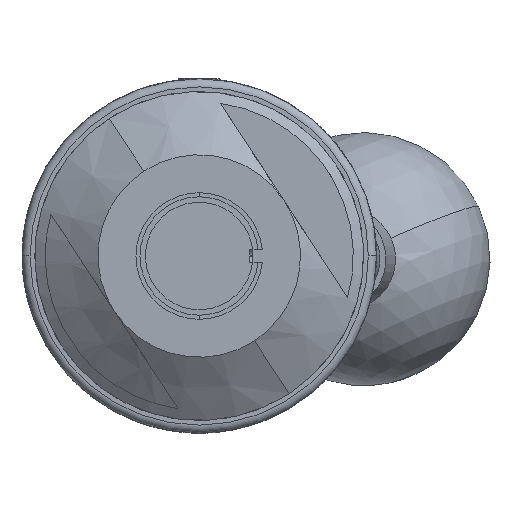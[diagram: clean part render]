
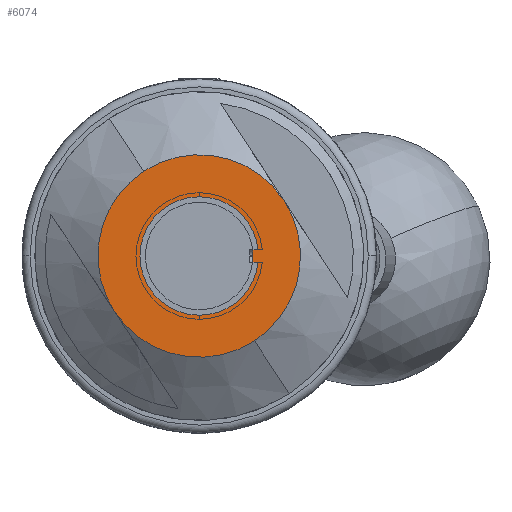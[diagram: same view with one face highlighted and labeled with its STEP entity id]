
A CAD part, left-side view. The second image highlights one B-rep face of the part: STEP entity #6074.
In plain terms, the highlighted planar face has unit normal (-1, 0, 0).
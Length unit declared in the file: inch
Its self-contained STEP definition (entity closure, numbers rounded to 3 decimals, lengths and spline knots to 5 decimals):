
#18 = VERTEX_POINT ( 'NONE', #2880 ) ;
#24 = EDGE_LOOP ( 'NONE', ( #13303, #10789 ) ) ;
#243 = CARTESIAN_POINT ( 'NONE',  ( -4.742, 0.14527, 0.22235 ) ) ;
#299 = CIRCLE ( 'NONE', #3875, 0.5 ) ;
#840 = DIRECTION ( 'NONE',  ( 0., 0.547, 0.837 ) ) ;
#1233 = DIRECTION ( 'NONE',  ( 0., 0.547, 0.837 ) ) ;
#1650 = CARTESIAN_POINT ( 'NONE',  ( -4.742, 0., 0. ) ) ;
#2167 = PLANE ( 'NONE',  #4554 ) ;
#2247 = CARTESIAN_POINT ( 'NONE',  ( -4.742, 0., 0. ) ) ;
#2613 = DIRECTION ( 'NONE',  ( -1., 0., 0. ) ) ;
#2880 = CARTESIAN_POINT ( 'NONE',  ( -4.742, 0.27347, 0.41858 ) ) ;
#2912 = CARTESIAN_POINT ( 'NONE',  ( -4.742, -0.41858, 0.27347 ) ) ;
#3063 = EDGE_CURVE ( 'NONE', #3122, #4274, #6650, .T. ) ;
#3122 = VERTEX_POINT ( 'NONE', #243 ) ;
#3132 = EDGE_LOOP ( 'NONE', ( #10952, #5408, #11294, #12322 ) ) ;
#3229 = EDGE_CURVE ( 'NONE', #4274, #3122, #8235, .T. ) ;
#3875 = AXIS2_PLACEMENT_3D ( 'NONE', #2247, #10422, #840 ) ;
#3949 = CARTESIAN_POINT ( 'NONE',  ( -4.742, 0., 0. ) ) ;
#4141 = CARTESIAN_POINT ( 'NONE',  ( -4.742, 0., 0. ) ) ;
#4240 = CARTESIAN_POINT ( 'NONE',  ( -4.742, -0.14527, -0.22235 ) ) ;
#4274 = VERTEX_POINT ( 'NONE', #4240 ) ;
#4295 = CIRCLE ( 'NONE', #6286, 0.5 ) ;
#4365 = CARTESIAN_POINT ( 'NONE',  ( -4.742, -0.41858, 0.27347 ) ) ;
#4554 = AXIS2_PLACEMENT_3D ( 'NONE', #4365, #11588, #11794 ) ;
#5066 = DIRECTION ( 'NONE',  ( 0., 0.547, 0.837 ) ) ;
#5122 = FACE_OUTER_BOUND ( 'NONE', #3132, .T. ) ;
#5408 = ORIENTED_EDGE ( 'NONE', *, *, #12105, .T. ) ;
#5577 = CIRCLE ( 'NONE', #12942, 0.5 ) ;
#5915 = DIRECTION ( 'NONE',  ( 0., 0.547, 0.837 ) ) ;
#6074 = ADVANCED_FACE ( 'NONE', ( #10709, #5122 ), #2167, .T. ) ;
#6083 = EDGE_CURVE ( 'NONE', #12636, #18, #299, .T. ) ;
#6126 = CARTESIAN_POINT ( 'NONE',  ( -4.742, 0., 0. ) ) ;
#6185 = DIRECTION ( 'NONE',  ( -1., 0., 0. ) ) ;
#6204 = AXIS2_PLACEMENT_3D ( 'NONE', #6126, #6185, #5066 ) ;
#6286 = AXIS2_PLACEMENT_3D ( 'NONE', #1650, #7955, #5915 ) ;
#6650 = CIRCLE ( 'NONE', #6204, 0.2656 ) ;
#6665 = AXIS2_PLACEMENT_3D ( 'NONE', #9130, #2613, #8937 ) ;
#6889 = AXIS2_PLACEMENT_3D ( 'NONE', #3949, #12383, #12238 ) ;
#7022 = VERTEX_POINT ( 'NONE', #8943 ) ;
#7692 = EDGE_CURVE ( 'NONE', #7022, #8206, #5577, .T. ) ;
#7955 = DIRECTION ( 'NONE',  ( -1., 0., 0. ) ) ;
#8206 = VERTEX_POINT ( 'NONE', #9040 ) ;
#8235 = CIRCLE ( 'NONE', #6665, 0.2656 ) ;
#8937 = DIRECTION ( 'NONE',  ( 0., 0.547, 0.837 ) ) ;
#8943 = CARTESIAN_POINT ( 'NONE',  ( -4.742, 0.41858, -0.27347 ) ) ;
#9040 = CARTESIAN_POINT ( 'NONE',  ( -4.742, -0.27347, -0.41858 ) ) ;
#9130 = CARTESIAN_POINT ( 'NONE',  ( -4.742, 0., 0. ) ) ;
#10422 = DIRECTION ( 'NONE',  ( -1., 0., 0. ) ) ;
#10709 = FACE_BOUND ( 'NONE', #24, .T. ) ;
#10789 = ORIENTED_EDGE ( 'NONE', *, *, #3229, .F. ) ;
#10857 = DIRECTION ( 'NONE',  ( -1., 0., 0. ) ) ;
#10952 = ORIENTED_EDGE ( 'NONE', *, *, #6083, .T. ) ;
#11294 = ORIENTED_EDGE ( 'NONE', *, *, #7692, .T. ) ;
#11491 = EDGE_CURVE ( 'NONE', #8206, #12636, #11535, .T. ) ;
#11535 = CIRCLE ( 'NONE', #6889, 0.5 ) ;
#11588 = DIRECTION ( 'NONE',  ( -1., 0., 0. ) ) ;
#11794 = DIRECTION ( 'NONE',  ( 0., 0.547, 0.837 ) ) ;
#12105 = EDGE_CURVE ( 'NONE', #18, #7022, #4295, .T. ) ;
#12238 = DIRECTION ( 'NONE',  ( 0., 0.547, 0.837 ) ) ;
#12322 = ORIENTED_EDGE ( 'NONE', *, *, #11491, .T. ) ;
#12383 = DIRECTION ( 'NONE',  ( -1., 0., 0. ) ) ;
#12636 = VERTEX_POINT ( 'NONE', #2912 ) ;
#12942 = AXIS2_PLACEMENT_3D ( 'NONE', #4141, #10857, #1233 ) ;
#13303 = ORIENTED_EDGE ( 'NONE', *, *, #3063, .F. ) ;
